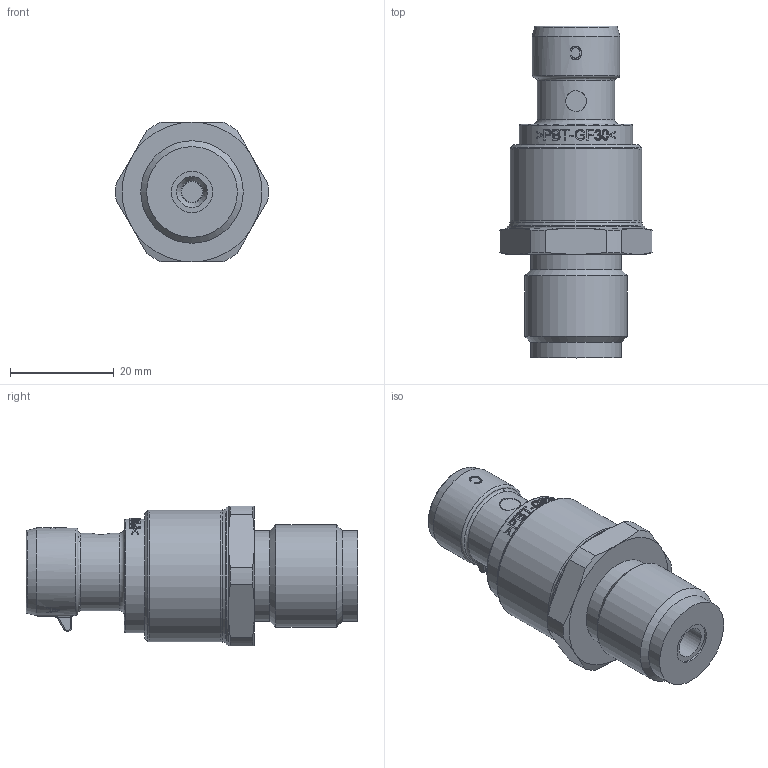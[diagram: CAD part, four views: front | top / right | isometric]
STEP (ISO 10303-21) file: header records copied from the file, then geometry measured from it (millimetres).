
FILE_DESCRIPTION(/* description */ (''),/* implementation_level */ '2;1');
FILE_NAME(/* name */ 'MDS-0000-2550-075G4222_ipt.STP',/* time_stamp */ '2024-09-09T13:41:17+08:00',/* author */ ('U368970'),/* organization */ (''),/* preprocessor_version */ 'ST-DEVELOPER v18.1',/* originating_system */ 'Autodesk Inventor 2022',/* authorisation */ '');
FILE_SCHEMA (('AUTOMOTIVE_DESIGN { 1 0 10303 214 3 1 1 }'));
Products named in the file (1): 075G4222
Bounding box: 29.48 x 64.1 x 27 mm (x, y, z)
Volume: 19964.7 mm3; surface area: 6569.3 mm2
Topology: 1 solids, 1 shells, 404 faces, 1026 edges, 654 vertices
Faces by surface type: plane 152, bspline 119, cylinder 79, cone 26, torus 22, sphere 6
Full cylindrical faces by diameter (mm): 1 x1, 4 x2, 4.2 x1, 6 x1, 8 x1, 15 x1, 16.95 x1, 17.5 x2, 19.79 x1, 22 x1, 25.4 x1, 26.6 x1
Entity records: 35802 total; most frequent: CARTESIAN_POINT 26430, ORIENTED_EDGE 2044, DIRECTION 1512, EDGE_CURVE 1022, VERTEX_POINT 654, AXIS2_PLACEMENT_3D 547, EDGE_LOOP 438, LINE 418
